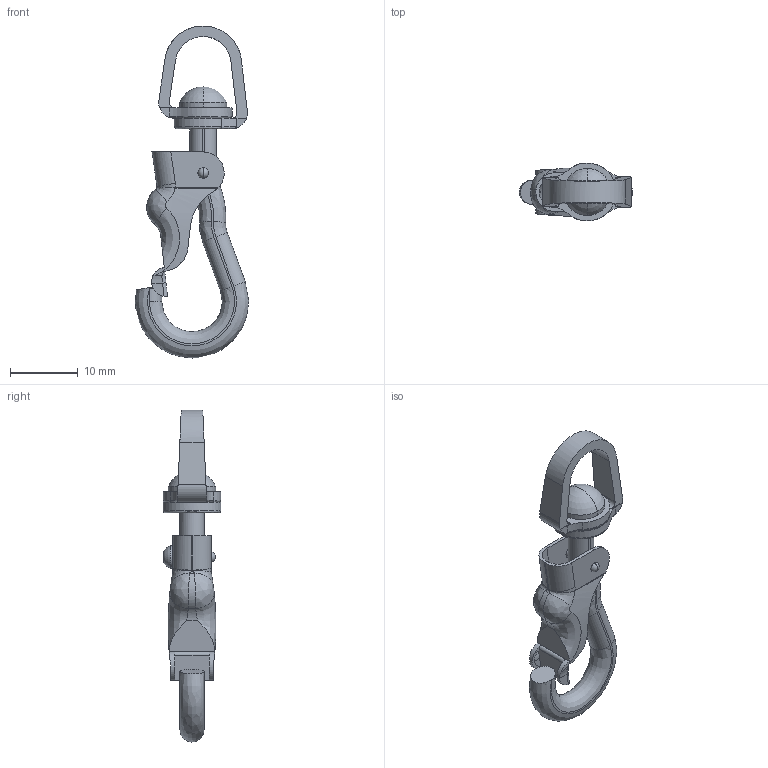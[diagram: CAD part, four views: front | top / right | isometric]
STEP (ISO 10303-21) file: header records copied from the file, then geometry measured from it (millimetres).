
FILE_DESCRIPTION( (''), '2;1');
FILE_NAME ('PC3955.6736.TM_179_4_18273.stp','2026-04-06T09:26:49',(''),(''),'spGate 20.6.3 (****-****-****-****)','','');
FILE_SCHEMA (('AUTOMOTIVE_DESIGN'));
Length unit declared in the file: millimetre
Products named in the file (4): Assembly; Dカン; フック; レバー
Assembly tree (3 placements, depth 2):
  Assembly
    Dカン
    フック
    レバー
Bounding box: 16.72 x 8.55 x 49 mm (x, y, z)
Volume: 1170.9 mm3; surface area: 2039.1 mm2
Topology: 3 solids, 3 shells, 160 faces, 439 edges, 277 vertices
Faces by surface type: cylinder 64, bspline 43, plane 43, sphere 10
Entity records: 10025 total; most frequent: CARTESIAN_POINT 2978, ORIENTED_EDGE 862, DIRECTION 664, COLOUR_RGB 594, PRESENTATION_STYLE_ASSIGNMENT 594, STYLED_ITEM 594, EDGE_CURVE 431, DRAUGHTING_PRE_DEFINED_CURVE_FONT 431
